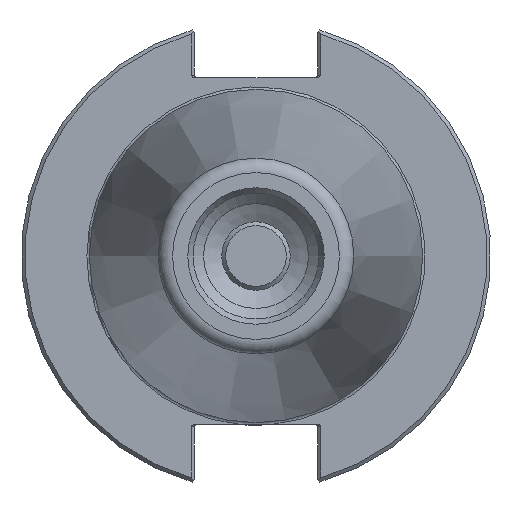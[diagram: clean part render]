
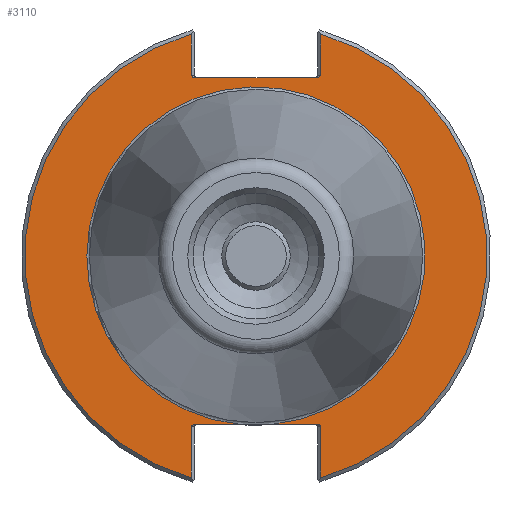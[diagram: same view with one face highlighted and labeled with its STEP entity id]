
A CAD part, left-side view. The second image highlights one B-rep face of the part: STEP entity #3110.
In plain terms, the highlighted planar face has unit normal (-1, 0, 0).
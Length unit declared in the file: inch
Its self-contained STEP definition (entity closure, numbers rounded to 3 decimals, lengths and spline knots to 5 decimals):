
#2465=CARTESIAN_POINT('',(0.125,-0.50422,1.472));
#2466=VERTEX_POINT('',#2465);
#2473=CARTESIAN_POINT('',(0.125,-0.5325,1.492));
#2474=VERTEX_POINT('',#2473);
#2475=CARTESIAN_POINT('',(0.125,-0.50422,1.492));
#2476=DIRECTION('',(-1.0,0.0,0.0));
#2477=DIRECTION('',(0.0,-1.0,0.0));
#2478=AXIS2_PLACEMENT_3D('',#2475,#2476,#2477);
#2479=ELLIPSE('',#2478,0.02828,0.02);
#2480=EDGE_CURVE('',#2466,#2474,#2479,.T.);
#2530=CARTESIAN_POINT('',(0.125,-0.5325,1.83167));
#2531=VERTEX_POINT('',#2530);
#2532=CARTESIAN_POINT('',(0.125,-0.5325,1.492));
#2533=DIRECTION('',(0.0,0.0,1.0));
#2534=VECTOR('',#2533,0.33967);
#2535=LINE('',#2532,#2534);
#2536=EDGE_CURVE('',#2474,#2531,#2535,.T.);
#2619=CARTESIAN_POINT('',(0.125,0.50422,-1.388));
#2620=VERTEX_POINT('',#2619);
#2627=CARTESIAN_POINT('',(0.125,0.5325,-1.408));
#2628=VERTEX_POINT('',#2627);
#2629=CARTESIAN_POINT('',(0.125,0.50422,-1.408));
#2630=DIRECTION('',(-1.0,0.0,0.0));
#2631=DIRECTION('',(0.0,1.0,0.0));
#2632=AXIS2_PLACEMENT_3D('',#2629,#2630,#2631);
#2633=ELLIPSE('',#2632,0.02828,0.02);
#2634=EDGE_CURVE('',#2620,#2628,#2633,.T.);
#2684=CARTESIAN_POINT('',(0.125,0.5325,-1.83167));
#2685=VERTEX_POINT('',#2684);
#2686=CARTESIAN_POINT('',(0.125,0.5325,-1.408));
#2687=DIRECTION('',(0.0,0.0,-1.0));
#2688=VECTOR('',#2687,0.42367);
#2689=LINE('',#2686,#2688);
#2690=EDGE_CURVE('',#2628,#2685,#2689,.T.);
#2715=CARTESIAN_POINT('',(0.125,-0.5325,-1.408));
#2716=VERTEX_POINT('',#2715);
#2717=CARTESIAN_POINT('',(0.125,-0.50422,-1.388));
#2718=VERTEX_POINT('',#2717);
#2719=CARTESIAN_POINT('',(0.125,-0.50422,-1.408));
#2720=DIRECTION('',(-1.0,0.0,0.0));
#2721=DIRECTION('',(0.0,-1.0,0.0));
#2722=AXIS2_PLACEMENT_3D('',#2719,#2720,#2721);
#2723=ELLIPSE('',#2722,0.02828,0.02);
#2724=EDGE_CURVE('',#2716,#2718,#2723,.T.);
#2822=CARTESIAN_POINT('',(0.125,-0.5325,-1.83167));
#2823=VERTEX_POINT('',#2822);
#2830=CARTESIAN_POINT('',(0.125,-0.5325,-1.83167));
#2831=DIRECTION('',(0.0,0.0,1.0));
#2832=VECTOR('',#2831,0.42367);
#2833=LINE('',#2830,#2832);
#2834=EDGE_CURVE('',#2823,#2716,#2833,.T.);
#2876=CARTESIAN_POINT('',(0.125,0.5325,1.492));
#2877=VERTEX_POINT('',#2876);
#2884=CARTESIAN_POINT('',(0.125,0.50422,1.472));
#2885=VERTEX_POINT('',#2884);
#2886=CARTESIAN_POINT('',(0.125,0.50422,1.492));
#2887=DIRECTION('',(-1.0,0.0,0.0));
#2888=DIRECTION('',(0.0,1.0,0.0));
#2889=AXIS2_PLACEMENT_3D('',#2886,#2887,#2888);
#2890=ELLIPSE('',#2889,0.02828,0.02);
#2891=EDGE_CURVE('',#2877,#2885,#2890,.T.);
#2976=CARTESIAN_POINT('',(0.125,0.5325,1.83167));
#2977=VERTEX_POINT('',#2976);
#2984=CARTESIAN_POINT('',(0.125,0.5325,1.83167));
#2985=DIRECTION('',(0.0,0.0,-1.0));
#2986=VECTOR('',#2985,0.33967);
#2987=LINE('',#2984,#2986);
#2988=EDGE_CURVE('',#2977,#2877,#2987,.T.);
#3023=CARTESIAN_POINT('',(0.125,-0.13957,-1.388));
#3024=VERTEX_POINT('',#3023);
#3025=CARTESIAN_POINT('',(0.125,0.13957,-1.388));
#3026=VERTEX_POINT('',#3025);
#3041=CARTESIAN_POINT('',(0.125,0.0,0.0));
#3042=DIRECTION('',(-1.0,0.0,0.0));
#3043=DIRECTION('',(0.0,-1.0,0.0));
#3044=AXIS2_PLACEMENT_3D('',#3041,#3042,#3043);
#3045=CIRCLE('',#3044,1.395);
#3046=EDGE_CURVE('',#3024,#3026,#3045,.T.);
#3062=CARTESIAN_POINT('',(0.125,1.65625,0.0));
#3063=DIRECTION('',(-1.0,0.0,0.0));
#3064=DIRECTION('',(0.0,0.0,1.0));
#3065=AXIS2_PLACEMENT_3D('',#3062,#3063,#3064);
#3066=PLANE('',#3065);
#3067=ORIENTED_EDGE('',*,*,#3046,.F.);
#3068=CARTESIAN_POINT('',(0.125,-0.50422,-1.388));
#3069=DIRECTION('',(0.0,1.0,0.0));
#3070=VECTOR('',#3069,0.36464);
#3071=LINE('',#3068,#3070);
#3072=EDGE_CURVE('',#2718,#3024,#3071,.T.);
#3073=ORIENTED_EDGE('',*,*,#3072,.F.);
#3074=ORIENTED_EDGE('',*,*,#2724,.F.);
#3075=ORIENTED_EDGE('',*,*,#2834,.F.);
#3076=CARTESIAN_POINT('',(0.125,0.0,0.0));
#3077=DIRECTION('',(1.0,0.0,0.0));
#3078=DIRECTION('',(0.0,-1.0,0.0));
#3079=AXIS2_PLACEMENT_3D('',#3076,#3077,#3078);
#3080=CIRCLE('',#3079,1.9075);
#3081=EDGE_CURVE('',#2531,#2823,#3080,.T.);
#3082=ORIENTED_EDGE('',*,*,#3081,.F.);
#3083=ORIENTED_EDGE('',*,*,#2536,.F.);
#3084=ORIENTED_EDGE('',*,*,#2480,.F.);
#3085=CARTESIAN_POINT('',(0.125,0.50422,1.472));
#3086=DIRECTION('',(0.0,-1.0,0.0));
#3087=VECTOR('',#3086,1.00843);
#3088=LINE('',#3085,#3087);
#3089=EDGE_CURVE('',#2885,#2466,#3088,.T.);
#3090=ORIENTED_EDGE('',*,*,#3089,.F.);
#3091=ORIENTED_EDGE('',*,*,#2891,.F.);
#3092=ORIENTED_EDGE('',*,*,#2988,.F.);
#3093=CARTESIAN_POINT('',(0.125,0.0,0.0));
#3094=DIRECTION('',(1.0,0.0,0.0));
#3095=DIRECTION('',(0.0,1.0,0.0));
#3096=AXIS2_PLACEMENT_3D('',#3093,#3094,#3095);
#3097=CIRCLE('',#3096,1.9075);
#3098=EDGE_CURVE('',#2685,#2977,#3097,.T.);
#3099=ORIENTED_EDGE('',*,*,#3098,.F.);
#3100=ORIENTED_EDGE('',*,*,#2690,.F.);
#3101=ORIENTED_EDGE('',*,*,#2634,.F.);
#3102=CARTESIAN_POINT('',(0.125,0.13957,-1.388));
#3103=DIRECTION('',(0.0,1.0,0.0));
#3104=VECTOR('',#3103,0.36464);
#3105=LINE('',#3102,#3104);
#3106=EDGE_CURVE('',#3026,#2620,#3105,.T.);
#3107=ORIENTED_EDGE('',*,*,#3106,.F.);
#3108=EDGE_LOOP('',(#3067,#3073,#3074,#3075,#3082,#3083,#3084,#3090,#3091,#3092,#3099,#3100,#3101,#3107));
#3109=FACE_OUTER_BOUND('',#3108,.T.);
#3110=ADVANCED_FACE('',(#3109),#3066,.T.);
